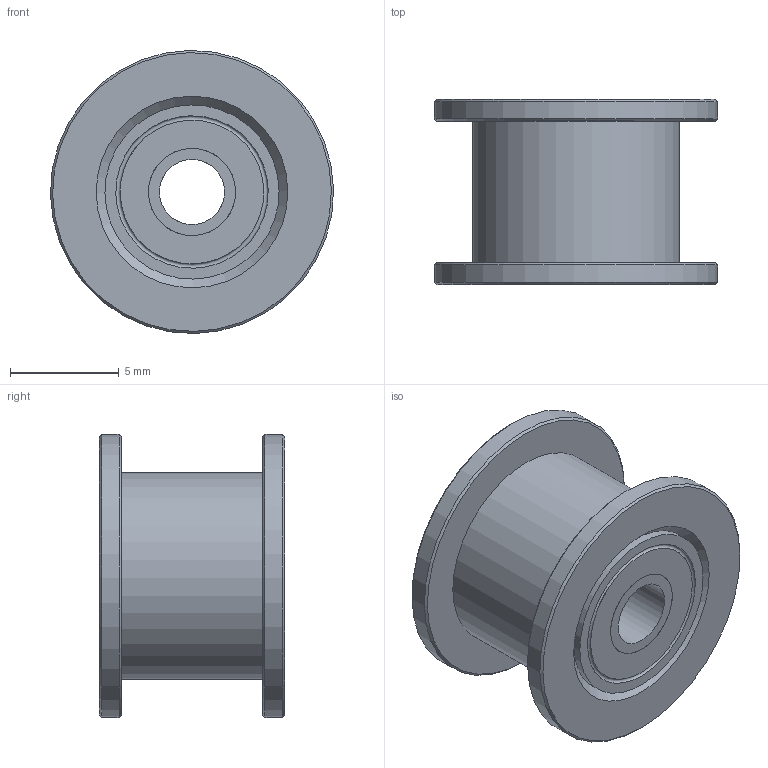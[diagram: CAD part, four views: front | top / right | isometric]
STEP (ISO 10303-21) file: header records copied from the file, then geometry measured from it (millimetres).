
FILE_DESCRIPTION(/* description */ (''),/* implementation_level */ '2;1');
FILE_NAME(/* name */ 'GT2_16T_IDLER_SMOOTH.step',/* time_stamp */ '2023-01-07T19:04:28+01:00',/* author */ (''),/* organization */ (''),/* preprocessor_version */ 'ST-DEVELOPER v19.2',/* originating_system */ 'Autodesk Translation Framework v11.17.0.187',/* authorisation */ '');
FILE_SCHEMA (('AUTOMOTIVE_DESIGN { 1 0 10303 214 3 1 1 }'));
Length unit declared in the file: millimetre
Products named in the file (1): GT2_16T_IDLER_SMOOTH
Bounding box: 13 x 8.5 x 13 mm (x, y, z)
Surface area: 1010.1 mm2 (no closed solid volume)
Topology: 0 solids, 14 shells, 36 faces, 74 edges, 52 vertices
Faces by surface type: plane 14, cylinder 8, torus 8, cone 6
Full cylindrical faces by diameter (mm): 3 x2, 7 x1, 8 x2, 9.5 x1, 13 x2
Entity records: 1098 total; most frequent: DIRECTION 208, CARTESIAN_POINT 163, ORIENTED_EDGE 120, AXIS2_PLACEMENT_3D 97, EDGE_CURVE 74, CIRCLE 60, VERTEX_POINT 52, EDGE_LOOP 50
